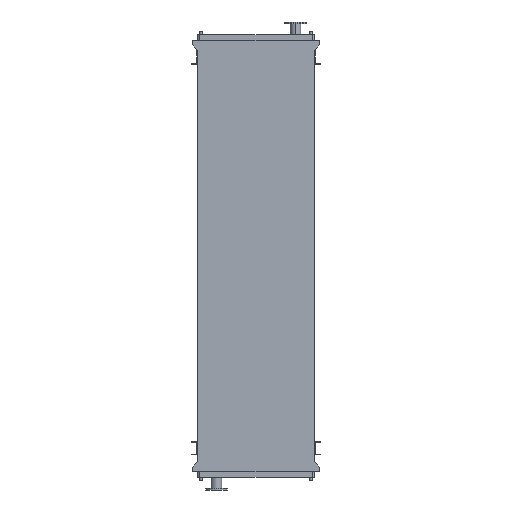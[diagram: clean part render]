
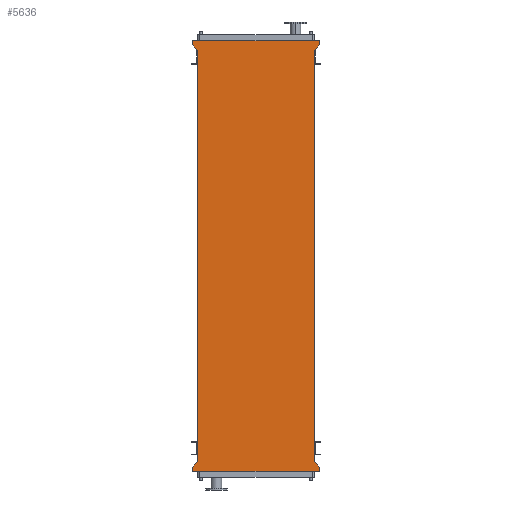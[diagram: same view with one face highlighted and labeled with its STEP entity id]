
A CAD part, front view. The second image highlights one B-rep face of the part: STEP entity #5636.
In plain terms, the highlighted planar face has unit normal (0, -1, 0).
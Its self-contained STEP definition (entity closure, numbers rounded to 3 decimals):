
#268 = LINE ( 'NONE', #10672, #6276 ) ;
#295 = ORIENTED_EDGE ( 'NONE', *, *, #4713, .F. ) ;
#665 = CARTESIAN_POINT ( 'NONE',  ( 605., 0., 0. ) ) ;
#922 = CARTESIAN_POINT ( 'NONE',  ( 651., 0., 95. ) ) ;
#1053 = CARTESIAN_POINT ( 'NONE',  ( -651., 0., -4345. ) ) ;
#1384 = CARTESIAN_POINT ( 'NONE',  ( -651., 0., -4303. ) ) ;
#1595 = VECTOR ( 'NONE', #2318, 1000. ) ;
#1615 = ORIENTED_EDGE ( 'NONE', *, *, #2504, .F. ) ;
#1802 = LINE ( 'NONE', #7183, #10243 ) ;
#1909 = ORIENTED_EDGE ( 'NONE', *, *, #12215, .T. ) ;
#2065 = LINE ( 'NONE', #4907, #2311 ) ;
#2311 = VECTOR ( 'NONE', #15561, 1000. ) ;
#2318 = DIRECTION ( 'NONE',  ( 0., 0., 1. ) ) ;
#2361 = VECTOR ( 'NONE', #5689, 1000. ) ;
#2441 = CARTESIAN_POINT ( 'NONE',  ( -651., 0., 95. ) ) ;
#2504 = EDGE_CURVE ( 'NONE', #16635, #2690, #5336, .T. ) ;
#2568 = CARTESIAN_POINT ( 'NONE',  ( -651., 0., 95. ) ) ;
#2690 = VERTEX_POINT ( 'NONE', #11222 ) ;
#3160 = EDGE_CURVE ( 'NONE', #9090, #10736, #11726, .T. ) ;
#3208 = CARTESIAN_POINT ( 'NONE',  ( -605., 0., -4250. ) ) ;
#3488 = EDGE_CURVE ( 'NONE', #4090, #10684, #6624, .T. ) ;
#3513 = CARTESIAN_POINT ( 'NONE',  ( 651., 0., 53. ) ) ;
#4013 = VERTEX_POINT ( 'NONE', #2568 ) ;
#4090 = VERTEX_POINT ( 'NONE', #5486 ) ;
#4367 = VECTOR ( 'NONE', #9311, 1000. ) ;
#4713 = EDGE_CURVE ( 'NONE', #2690, #15359, #11704, .T. ) ;
#4799 = LINE ( 'NONE', #16778, #1595 ) ;
#4907 = CARTESIAN_POINT ( 'NONE',  ( 605., 0., -4250. ) ) ;
#4915 = AXIS2_PLACEMENT_3D ( 'NONE', #14314, #9204, #14587 ) ;
#5008 = LINE ( 'NONE', #11608, #13641 ) ;
#5074 = VERTEX_POINT ( 'NONE', #7360 ) ;
#5305 = DIRECTION ( 'NONE',  ( 0., 0., -1. ) ) ;
#5336 = LINE ( 'NONE', #922, #16358 ) ;
#5486 = CARTESIAN_POINT ( 'NONE',  ( 605., 0., -4250. ) ) ;
#5518 = EDGE_CURVE ( 'NONE', #16077, #14344, #1802, .T. ) ;
#5636 = ADVANCED_FACE ( 'NONE', ( #17124 ), #15642, .T. ) ;
#5689 = DIRECTION ( 'NONE',  ( 0., 0., 1. ) ) ;
#6112 = ORIENTED_EDGE ( 'NONE', *, *, #3160, .F. ) ;
#6276 = VECTOR ( 'NONE', #5305, 1000. ) ;
#6431 = DIRECTION ( 'NONE',  ( -1., 0., 0. ) ) ;
#6474 = EDGE_CURVE ( 'NONE', #5074, #8056, #5008, .T. ) ;
#6568 = EDGE_CURVE ( 'NONE', #4013, #16635, #11959, .T. ) ;
#6624 = LINE ( 'NONE', #13675, #9626 ) ;
#7183 = CARTESIAN_POINT ( 'NONE',  ( -605., 0., -4250. ) ) ;
#7360 = CARTESIAN_POINT ( 'NONE',  ( -605., 0., 0. ) ) ;
#7365 = VECTOR ( 'NONE', #13741, 1000. ) ;
#8056 = VERTEX_POINT ( 'NONE', #12623 ) ;
#8191 = CARTESIAN_POINT ( 'NONE',  ( -651., 0., -4345. ) ) ;
#8205 = ORIENTED_EDGE ( 'NONE', *, *, #6568, .F. ) ;
#8573 = ORIENTED_EDGE ( 'NONE', *, *, #8666, .F. ) ;
#8666 = EDGE_CURVE ( 'NONE', #8056, #4013, #4799, .T. ) ;
#9090 = VERTEX_POINT ( 'NONE', #14169 ) ;
#9204 = DIRECTION ( 'NONE',  ( 0., -1., 0. ) ) ;
#9311 = DIRECTION ( 'NONE',  ( 1., 0., 0. ) ) ;
#9424 = LINE ( 'NONE', #1384, #7365 ) ;
#9626 = VECTOR ( 'NONE', #16230, 1000. ) ;
#10243 = VECTOR ( 'NONE', #12627, 1000. ) ;
#10672 = CARTESIAN_POINT ( 'NONE',  ( 651., 0., -4345. ) ) ;
#10684 = VERTEX_POINT ( 'NONE', #13227 ) ;
#10736 = VERTEX_POINT ( 'NONE', #8191 ) ;
#11222 = CARTESIAN_POINT ( 'NONE',  ( 651., 0., 53. ) ) ;
#11302 = ORIENTED_EDGE ( 'NONE', *, *, #3488, .F. ) ;
#11608 = CARTESIAN_POINT ( 'NONE',  ( -605., 0., 0. ) ) ;
#11685 = EDGE_CURVE ( 'NONE', #10736, #16077, #9424, .T. ) ;
#11704 = LINE ( 'NONE', #3513, #14440 ) ;
#11726 = LINE ( 'NONE', #1053, #13002 ) ;
#11959 = LINE ( 'NONE', #2441, #4367 ) ;
#11970 = CARTESIAN_POINT ( 'NONE',  ( 651., 0., 95. ) ) ;
#12025 = DIRECTION ( 'NONE',  ( 0., 0., -1. ) ) ;
#12215 = EDGE_CURVE ( 'NONE', #4090, #15359, #2065, .T. ) ;
#12623 = CARTESIAN_POINT ( 'NONE',  ( -651., 0., 53. ) ) ;
#12627 = DIRECTION ( 'NONE',  ( 0.655, 0., 0.755 ) ) ;
#12794 = EDGE_LOOP ( 'NONE', ( #1909, #295, #1615, #8205, #8573, #15455, #17077, #15192, #14646, #6112, #17387, #11302 ) ) ;
#12845 = DIRECTION ( 'NONE',  ( -0.655, 0., -0.755 ) ) ;
#13002 = VECTOR ( 'NONE', #6431, 1000. ) ;
#13227 = CARTESIAN_POINT ( 'NONE',  ( 651., 0., -4303. ) ) ;
#13641 = VECTOR ( 'NONE', #14431, 1000. ) ;
#13675 = CARTESIAN_POINT ( 'NONE',  ( 651., 0., -4303. ) ) ;
#13705 = EDGE_CURVE ( 'NONE', #10684, #9090, #268, .T. ) ;
#13741 = DIRECTION ( 'NONE',  ( 0., 0., 1. ) ) ;
#14169 = CARTESIAN_POINT ( 'NONE',  ( 651., 0., -4345. ) ) ;
#14314 = CARTESIAN_POINT ( 'NONE',  ( -605., 0., -4250. ) ) ;
#14344 = VERTEX_POINT ( 'NONE', #14609 ) ;
#14431 = DIRECTION ( 'NONE',  ( -0.655, 0., 0.755 ) ) ;
#14440 = VECTOR ( 'NONE', #12845, 1000. ) ;
#14587 = DIRECTION ( 'NONE',  ( 0., 0., -1. ) ) ;
#14609 = CARTESIAN_POINT ( 'NONE',  ( -605., 0., -4250. ) ) ;
#14646 = ORIENTED_EDGE ( 'NONE', *, *, #11685, .F. ) ;
#14845 = CARTESIAN_POINT ( 'NONE',  ( -651., 0., -4303. ) ) ;
#15192 = ORIENTED_EDGE ( 'NONE', *, *, #5518, .F. ) ;
#15290 = LINE ( 'NONE', #3208, #2361 ) ;
#15359 = VERTEX_POINT ( 'NONE', #665 ) ;
#15455 = ORIENTED_EDGE ( 'NONE', *, *, #6474, .F. ) ;
#15561 = DIRECTION ( 'NONE',  ( 0., 0., 1. ) ) ;
#15642 = PLANE ( 'NONE',  #4915 ) ;
#15756 = EDGE_CURVE ( 'NONE', #14344, #5074, #15290, .T. ) ;
#16077 = VERTEX_POINT ( 'NONE', #14845 ) ;
#16230 = DIRECTION ( 'NONE',  ( 0.655, 0., -0.755 ) ) ;
#16358 = VECTOR ( 'NONE', #12025, 1000. ) ;
#16635 = VERTEX_POINT ( 'NONE', #11970 ) ;
#16778 = CARTESIAN_POINT ( 'NONE',  ( -651., 0., 53. ) ) ;
#17077 = ORIENTED_EDGE ( 'NONE', *, *, #15756, .F. ) ;
#17124 = FACE_OUTER_BOUND ( 'NONE', #12794, .T. ) ;
#17387 = ORIENTED_EDGE ( 'NONE', *, *, #13705, .F. ) ;
